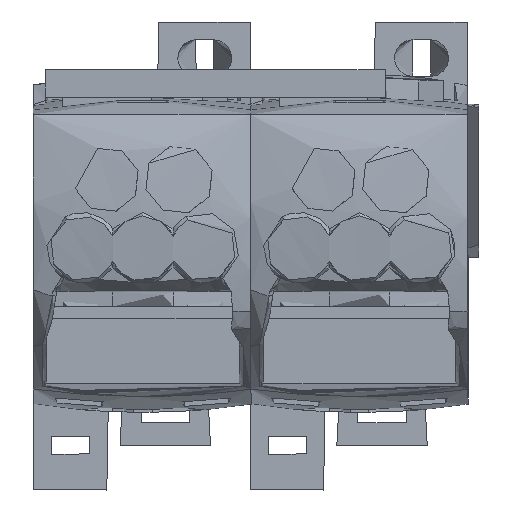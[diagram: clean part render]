
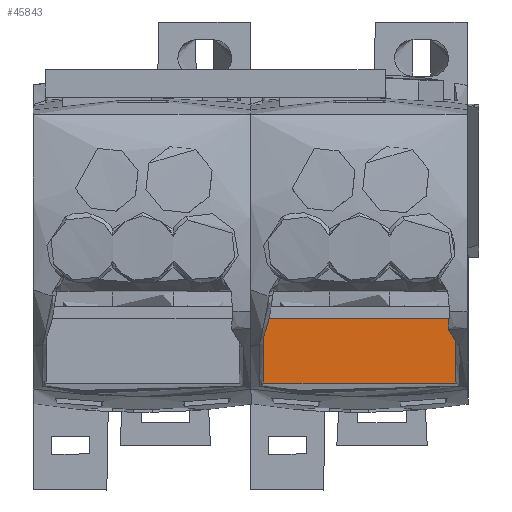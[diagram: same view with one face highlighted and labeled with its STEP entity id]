
A CAD part, top view. The second image highlights one B-rep face of the part: STEP entity #45843.
In plain terms, the highlighted planar face has unit normal (0, -0.009, 1).
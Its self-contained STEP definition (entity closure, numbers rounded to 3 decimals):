
#45808=AXIS2_PLACEMENT_3D('Plane Axis2P3D',#45805,#45806,#45807) ;
#43510=CARTESIAN_POINT('Vertex',(61.417,24.839,30.968)) ;
#43513=CARTESIAN_POINT('Line Origine',(61.417,22.647,30.948)) ;
#43517=CARTESIAN_POINT('Vertex',(61.417,20.454,30.929)) ;
#43520=CARTESIAN_POINT('Line Origine',(61.417,18.048,30.908)) ;
#43524=CARTESIAN_POINT('Vertex',(61.417,15.642,30.887)) ;
#43655=CARTESIAN_POINT('Vertex',(61.478,15.383,30.885)) ;
#43692=CARTESIAN_POINT('Control Point',(61.417,15.642,30.887)) ;
#43693=CARTESIAN_POINT('Control Point',(61.417,15.552,30.887)) ;
#43694=CARTESIAN_POINT('Control Point',(61.438,15.463,30.886)) ;
#43695=CARTESIAN_POINT('Control Point',(61.478,15.383,30.885)) ;
#44246=CARTESIAN_POINT('Vertex',(33.417,15.642,30.887)) ;
#44249=CARTESIAN_POINT('Line Origine',(33.417,20.24,30.927)) ;
#44253=CARTESIAN_POINT('Vertex',(33.417,24.839,30.968)) ;
#45687=CARTESIAN_POINT('Line Origine',(44.708,24.839,30.968)) ;
#45805=CARTESIAN_POINT('Axis2P3D Location',(47.417,11.558,30.852)) ;
#45811=CARTESIAN_POINT('Control Point',(33.417,15.642,30.887)) ;
#45812=CARTESIAN_POINT('Control Point',(33.417,15.588,30.887)) ;
#45813=CARTESIAN_POINT('Control Point',(33.411,15.535,30.886)) ;
#45814=CARTESIAN_POINT('Control Point',(33.399,15.481,30.886)) ;
#45815=CARTESIAN_POINT('Control Point',(33.38,15.431,30.886)) ;
#45816=CARTESIAN_POINT('Control Point',(33.356,15.383,30.885)) ;
#45817=CARTESIAN_POINT('Vertex',(33.356,15.383,30.885)) ;
#45821=CARTESIAN_POINT('Control Point',(33.356,15.383,30.885)) ;
#45822=CARTESIAN_POINT('Control Point',(35.942,15.06,30.882)) ;
#45823=CARTESIAN_POINT('Control Point',(38.537,14.811,30.88)) ;
#45824=CARTESIAN_POINT('Control Point',(41.13,14.637,30.879)) ;
#45825=CARTESIAN_POINT('Control Point',(46.34,14.437,30.877)) ;
#45826=CARTESIAN_POINT('Control Point',(51.553,14.538,30.878)) ;
#45827=CARTESIAN_POINT('Control Point',(54.158,14.663,30.879)) ;
#45828=CARTESIAN_POINT('Control Point',(57.185,14.896,30.881)) ;
#45829=CARTESIAN_POINT('Control Point',(60.202,15.23,30.884)) ;
#45830=CARTESIAN_POINT('Control Point',(60.627,15.279,30.884)) ;
#45831=CARTESIAN_POINT('Control Point',(61.052,15.33,30.885)) ;
#45832=CARTESIAN_POINT('Control Point',(61.478,15.383,30.885)) ;
#43514=DIRECTION('Vector Direction',(0.,1.,0.009)) ;
#43521=DIRECTION('Vector Direction',(0.,1.,0.009)) ;
#44250=DIRECTION('Vector Direction',(0.,-1.,-0.009)) ;
#45688=DIRECTION('Vector Direction',(1.,0.,0.)) ;
#45806=DIRECTION('Axis2P3D Direction',(0.,0.009,-1.)) ;
#45807=DIRECTION('Axis2P3D XDirection',(0.,1.,0.009)) ;
#43515=VECTOR('Line Direction',#43514,1.) ;
#43522=VECTOR('Line Direction',#43521,1.) ;
#44251=VECTOR('Line Direction',#44250,1.) ;
#45689=VECTOR('Line Direction',#45688,1.) ;
#45835=ORIENTED_EDGE('',*,*,#45691,.F.) ;
#45836=ORIENTED_EDGE('',*,*,#44255,.T.) ;
#45837=ORIENTED_EDGE('',*,*,#45819,.T.) ;
#45838=ORIENTED_EDGE('',*,*,#45833,.T.) ;
#45839=ORIENTED_EDGE('',*,*,#43696,.F.) ;
#45840=ORIENTED_EDGE('',*,*,#43526,.T.) ;
#45841=ORIENTED_EDGE('',*,*,#43519,.T.) ;
#45843=ADVANCED_FACE('V2',(#45842),#45809,.F.) ;
#43691=B_SPLINE_CURVE_WITH_KNOTS('',3,(#43692,#43693,#43694,#43695),.UNSPECIFIED.,.F.,.U.,(4,4),(0.,0.392),.UNSPECIFIED.) ;
#45810=B_SPLINE_CURVE_WITH_KNOTS('',5,(#45811,#45812,#45813,#45814,#45815,#45816),.UNSPECIFIED.,.F.,.U.,(6,6),(0.,0.38),.UNSPECIFIED.) ;
#45820=B_SPLINE_CURVE_WITH_KNOTS('',5,(#45821,#45822,#45823,#45824,#45825,#45826,#45827,#45828,#45829,#45830,#45831,#45832),.UNSPECIFIED.,.F.,.U.,(6,3,3,6),(0.,18.43,36.864,39.896),.UNSPECIFIED.) ;
#43519=EDGE_CURVE('',#43518,#43511,#43516,.T.) ;
#43526=EDGE_CURVE('',#43525,#43518,#43523,.T.) ;
#43696=EDGE_CURVE('',#43525,#43656,#43691,.T.) ;
#44255=EDGE_CURVE('',#44254,#44247,#44252,.T.) ;
#45691=EDGE_CURVE('',#44254,#43511,#45690,.T.) ;
#45819=EDGE_CURVE('',#44247,#45818,#45810,.T.) ;
#45833=EDGE_CURVE('',#45818,#43656,#45820,.T.) ;
#45834=EDGE_LOOP('',(#45835,#45836,#45837,#45838,#45839,#45840,#45841)) ;
#45842=FACE_OUTER_BOUND('',#45834,.T.) ;
#43516=LINE('Line',#43513,#43515) ;
#43523=LINE('Line',#43520,#43522) ;
#44252=LINE('Line',#44249,#44251) ;
#45690=LINE('Line',#45687,#45689) ;
#45809=PLANE('',#45808) ;
#43511=VERTEX_POINT('',#43510) ;
#43518=VERTEX_POINT('',#43517) ;
#43525=VERTEX_POINT('',#43524) ;
#43656=VERTEX_POINT('',#43655) ;
#44247=VERTEX_POINT('',#44246) ;
#44254=VERTEX_POINT('',#44253) ;
#45818=VERTEX_POINT('',#45817) ;
